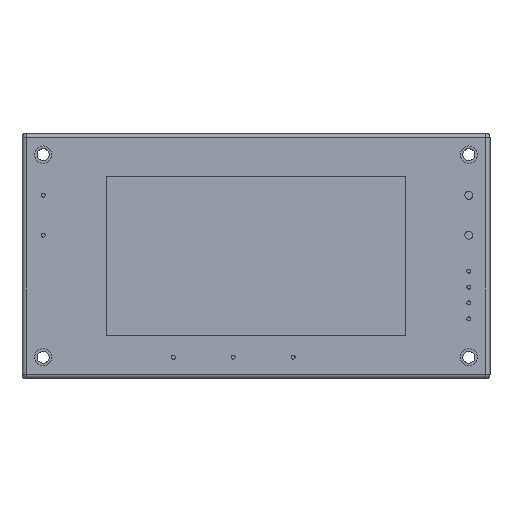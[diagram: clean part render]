
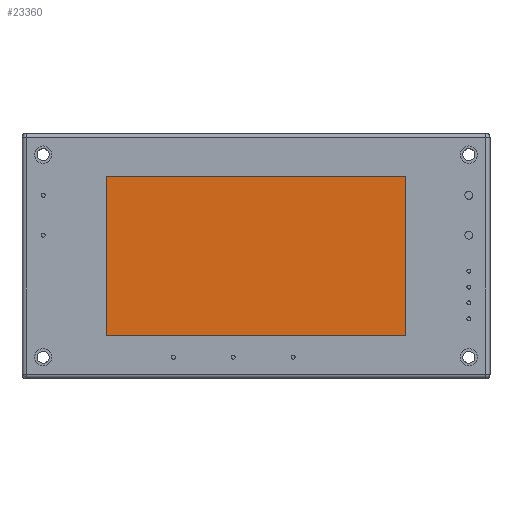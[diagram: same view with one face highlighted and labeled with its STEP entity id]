
A CAD part, top view. The second image highlights one B-rep face of the part: STEP entity #23360.
In plain terms, the highlighted planar face has unit normal (0, 0, 1).
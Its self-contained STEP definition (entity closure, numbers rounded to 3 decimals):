
#22610=CARTESIAN_POINT('',(58.65,30.75,12.61));
#22620=DIRECTION('',(0.,0.,1.));
#22630=DIRECTION('',(1.,0.,0.));
#22640=AXIS2_PLACEMENT_3D('',#22610,#22620,#22630);
#22650=PLANE('',#22640);
#22660=CARTESIAN_POINT('',(21.65,50.25,12.61));
#22670=DIRECTION('',(0.,0.,1.));
#22680=DIRECTION('',(1.,0.,0.));
#22690=AXIS2_PLACEMENT_3D('',#22660,#22670,#22680);
#22700=CIRCLE('',#22690,0.5);
#22710=CARTESIAN_POINT('',(21.65,50.75,12.61));
#22720=VERTEX_POINT('',#22710);
#22730=CARTESIAN_POINT('',(21.15,50.25,12.61));
#22740=VERTEX_POINT('',#22730);
#22750=EDGE_CURVE('',#22720,#22740,#22700,.T.);
#22760=ORIENTED_EDGE('',*,*,#22750,.T.);
#22770=CARTESIAN_POINT('',(21.15,50.75,12.61));
#22780=DIRECTION('',(1.,0.,0.));
#22790=VECTOR('',#22780,1.);
#22800=LINE('',#22770,#22790);
#22810=CARTESIAN_POINT('',(95.65,50.75,12.61));
#22820=VERTEX_POINT('',#22810);
#22830=EDGE_CURVE('',#22720,#22820,#22800,.T.);
#22840=ORIENTED_EDGE('',*,*,#22830,.F.);
#22850=CARTESIAN_POINT('',(95.65,50.25,12.61));
#22860=DIRECTION('',(0.,0.,1.));
#22870=DIRECTION('',(1.,0.,0.));
#22880=AXIS2_PLACEMENT_3D('',#22850,#22860,#22870);
#22890=CIRCLE('',#22880,0.5);
#22900=CARTESIAN_POINT('',(96.15,50.25,12.61));
#22910=VERTEX_POINT('',#22900);
#22920=EDGE_CURVE('',#22910,#22820,#22890,.T.);
#22930=ORIENTED_EDGE('',*,*,#22920,.T.);
#22940=CARTESIAN_POINT('',(96.15,50.75,12.61));
#22950=DIRECTION('',(0.,-1.,0.));
#22960=VECTOR('',#22950,1.);
#22970=LINE('',#22940,#22960);
#22980=CARTESIAN_POINT('',(96.15,11.25,12.61));
#22990=VERTEX_POINT('',#22980);
#23000=EDGE_CURVE('',#22910,#22990,#22970,.T.);
#23010=ORIENTED_EDGE('',*,*,#23000,.F.);
#23020=CARTESIAN_POINT('',(95.65,11.25,12.61));
#23030=DIRECTION('',(0.,0.,1.));
#23040=DIRECTION('',(1.,0.,0.));
#23050=AXIS2_PLACEMENT_3D('',#23020,#23030,#23040);
#23060=CIRCLE('',#23050,0.5);
#23070=CARTESIAN_POINT('',(95.65,10.75,12.61));
#23080=VERTEX_POINT('',#23070);
#23090=EDGE_CURVE('',#23080,#22990,#23060,.T.);
#23100=ORIENTED_EDGE('',*,*,#23090,.T.);
#23110=CARTESIAN_POINT('',(96.15,10.75,12.61));
#23120=DIRECTION('',(-1.,0.,0.));
#23130=VECTOR('',#23120,1.);
#23140=LINE('',#23110,#23130);
#23150=CARTESIAN_POINT('',(21.65,10.75,12.61));
#23160=VERTEX_POINT('',#23150);
#23170=EDGE_CURVE('',#23080,#23160,#23140,.T.);
#23180=ORIENTED_EDGE('',*,*,#23170,.F.);
#23190=CARTESIAN_POINT('',(21.65,11.25,12.61));
#23200=DIRECTION('',(0.,0.,1.));
#23210=DIRECTION('',(1.,0.,0.));
#23220=AXIS2_PLACEMENT_3D('',#23190,#23200,#23210);
#23230=CIRCLE('',#23220,0.5);
#23240=CARTESIAN_POINT('',(21.15,11.25,12.61));
#23250=VERTEX_POINT('',#23240);
#23260=EDGE_CURVE('',#23250,#23160,#23230,.T.);
#23270=ORIENTED_EDGE('',*,*,#23260,.T.);
#23280=CARTESIAN_POINT('',(21.15,10.75,12.61));
#23290=DIRECTION('',(0.,1.,0.));
#23300=VECTOR('',#23290,1.);
#23310=LINE('',#23280,#23300);
#23320=EDGE_CURVE('',#23250,#22740,#23310,.T.);
#23330=ORIENTED_EDGE('',*,*,#23320,.F.);
#23340=EDGE_LOOP('',(#23330,#23270,#23180,#23100,#23010,#22930,#22840,
#22760));
#23350=FACE_OUTER_BOUND('',#23340,.T.);
#23360=ADVANCED_FACE('',(#23350),#22650,.T.);
